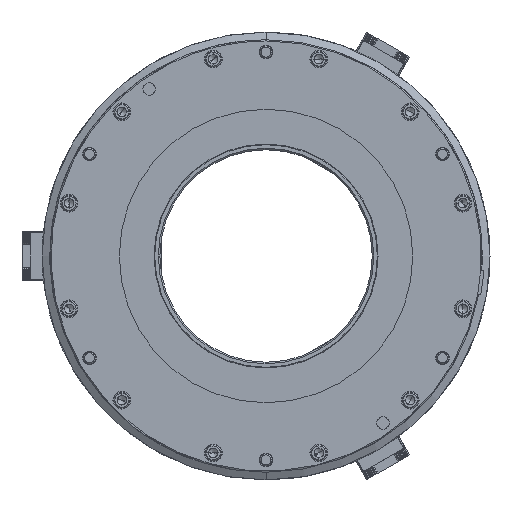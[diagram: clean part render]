
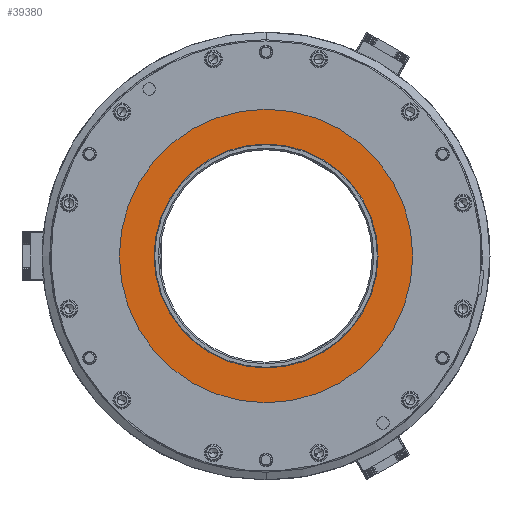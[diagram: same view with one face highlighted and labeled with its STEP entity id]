
A CAD part, left-side view. The second image highlights one B-rep face of the part: STEP entity #39380.
In plain terms, the highlighted planar face has unit normal (-1, 0, 0).
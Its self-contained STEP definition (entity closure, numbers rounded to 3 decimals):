
#194 = CARTESIAN_POINT ( 'NONE',  ( 8., 0., 190. ) ) ;
#1752 = PLANE ( 'NONE',  #29456 ) ;
#3376 = EDGE_CURVE ( 'NONE', #10558, #5119, #41667, .T. ) ;
#3549 = EDGE_CURVE ( 'NONE', #16077, #30440, #13233, .T. ) ;
#5119 = VERTEX_POINT ( 'NONE', #49190 ) ;
#5702 = DIRECTION ( 'NONE',  ( -1., 0., 0. ) ) ;
#7089 = DIRECTION ( 'NONE',  ( 0., 0., 1. ) ) ;
#9800 = CARTESIAN_POINT ( 'NONE',  ( 8., 0., 0. ) ) ;
#9832 = ORIENTED_EDGE ( 'NONE', *, *, #3549, .T. ) ;
#10013 = ORIENTED_EDGE ( 'NONE', *, *, #17305, .T. ) ;
#10558 = VERTEX_POINT ( 'NONE', #30449 ) ;
#10878 = FACE_OUTER_BOUND ( 'NONE', #38948, .T. ) ;
#11107 = CARTESIAN_POINT ( 'NONE',  ( 8., 0., 0. ) ) ;
#11511 = DIRECTION ( 'NONE',  ( 0., 0., 1. ) ) ;
#13233 = CIRCLE ( 'NONE', #19030, 190. ) ;
#13747 = DIRECTION ( 'NONE',  ( 0., 0., 1. ) ) ;
#14793 = ORIENTED_EDGE ( 'NONE', *, *, #21153, .F. ) ;
#14985 = DIRECTION ( 'NONE',  ( -1., 0., 0. ) ) ;
#15936 = ORIENTED_EDGE ( 'NONE', *, *, #3376, .F. ) ;
#16077 = VERTEX_POINT ( 'NONE', #194 ) ;
#17305 = EDGE_CURVE ( 'NONE', #30440, #16077, #47257, .T. ) ;
#18243 = EDGE_LOOP ( 'NONE', ( #14793, #15936 ) ) ;
#18812 = AXIS2_PLACEMENT_3D ( 'NONE', #11107, #37902, #7089 ) ;
#19030 = AXIS2_PLACEMENT_3D ( 'NONE', #42316, #42778, #13747 ) ;
#19155 = CARTESIAN_POINT ( 'NONE',  ( 8., 0., -190. ) ) ;
#21153 = EDGE_CURVE ( 'NONE', #5119, #10558, #28588, .T. ) ;
#26244 = AXIS2_PLACEMENT_3D ( 'NONE', #31738, #31790, #31845 ) ;
#28229 = FACE_BOUND ( 'NONE', #18243, .T. ) ;
#28588 = CIRCLE ( 'NONE', #26244, 145. ) ;
#29456 = AXIS2_PLACEMENT_3D ( 'NONE', #49002, #5702, #33432 ) ;
#30440 = VERTEX_POINT ( 'NONE', #19155 ) ;
#30449 = CARTESIAN_POINT ( 'NONE',  ( 8., 0., -145. ) ) ;
#30670 = AXIS2_PLACEMENT_3D ( 'NONE', #9800, #14985, #11511 ) ;
#31738 = CARTESIAN_POINT ( 'NONE',  ( 8., 0., 0. ) ) ;
#31790 = DIRECTION ( 'NONE',  ( -1., 0., 0. ) ) ;
#31845 = DIRECTION ( 'NONE',  ( 0., 0., 1. ) ) ;
#33432 = DIRECTION ( 'NONE',  ( 0., 0., 1. ) ) ;
#37902 = DIRECTION ( 'NONE',  ( -1., 0., 0. ) ) ;
#38948 = EDGE_LOOP ( 'NONE', ( #9832, #10013 ) ) ;
#39380 = ADVANCED_FACE ( 'NONE', ( #10878, #28229 ), #1752, .T. ) ;
#41667 = CIRCLE ( 'NONE', #30670, 145. ) ;
#42316 = CARTESIAN_POINT ( 'NONE',  ( 8., 0., 0. ) ) ;
#42778 = DIRECTION ( 'NONE',  ( -1., 0., 0. ) ) ;
#47257 = CIRCLE ( 'NONE', #18812, 190. ) ;
#49002 = CARTESIAN_POINT ( 'NONE',  ( 8., -190., 0. ) ) ;
#49190 = CARTESIAN_POINT ( 'NONE',  ( 8., 0., 145. ) ) ;
